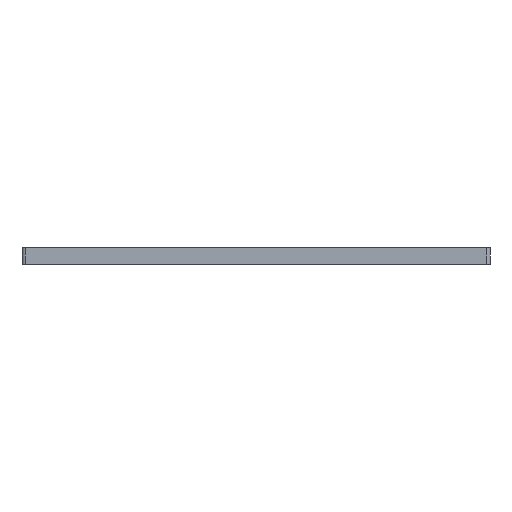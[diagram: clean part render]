
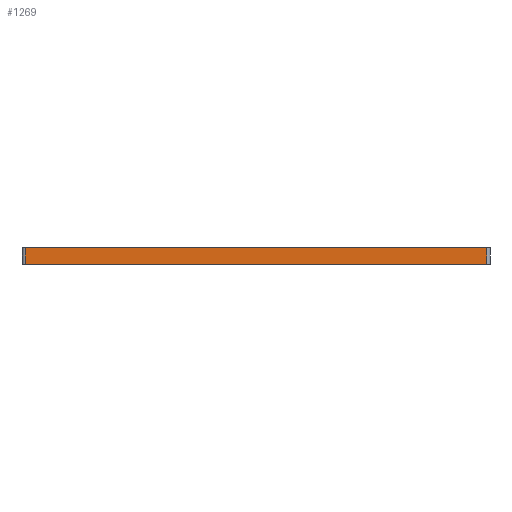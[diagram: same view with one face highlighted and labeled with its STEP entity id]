
A CAD part, front view. The second image highlights one B-rep face of the part: STEP entity #1269.
In plain terms, the highlighted planar face has unit normal (0, -1, 0).
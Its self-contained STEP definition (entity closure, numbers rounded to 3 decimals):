
#62=PLANE('',#1396);
#101=FACE_OUTER_BOUND('',#166,.T.);
#166=EDGE_LOOP('',(#932,#933,#934,#935));
#277=LINE('',#2048,#368);
#278=LINE('',#2052,#369);
#279=LINE('',#2054,#370);
#280=LINE('',#2055,#371);
#368=VECTOR('',#1655,1.);
#369=VECTOR('',#1660,1.);
#370=VECTOR('',#1661,1.);
#371=VECTOR('',#1662,1.);
#569=VERTEX_POINT('',#2045);
#570=VERTEX_POINT('',#2047);
#571=VERTEX_POINT('',#2051);
#572=VERTEX_POINT('',#2053);
#716=EDGE_CURVE('',#569,#570,#277,.T.);
#718=EDGE_CURVE('',#569,#571,#278,.T.);
#719=EDGE_CURVE('',#571,#572,#279,.T.);
#720=EDGE_CURVE('',#570,#572,#280,.T.);
#932=ORIENTED_EDGE('',*,*,#716,.F.);
#933=ORIENTED_EDGE('',*,*,#718,.T.);
#934=ORIENTED_EDGE('',*,*,#719,.T.);
#935=ORIENTED_EDGE('',*,*,#720,.F.);
#1269=ADVANCED_FACE('',(#101),#62,.F.);
#1396=AXIS2_PLACEMENT_3D('',#2050,#1658,#1659);
#1655=DIRECTION('',(0.,0.,-1.));
#1658=DIRECTION('center_axis',(0.,1.,0.));
#1659=DIRECTION('ref_axis',(-1.,0.,0.));
#1660=DIRECTION('',(-1.,0.,0.));
#1661=DIRECTION('',(0.,0.,-1.));
#1662=DIRECTION('',(-1.,0.,0.));
#2045=CARTESIAN_POINT('',(70.28,0.,0.));
#2047=CARTESIAN_POINT('',(70.28,0.,-2.5));
#2048=CARTESIAN_POINT('',(70.28,0.,0.));
#2050=CARTESIAN_POINT('Origin',(70.28,0.,0.));
#2051=CARTESIAN_POINT('',(0.5,0.,0.));
#2052=CARTESIAN_POINT('',(70.28,0.,0.));
#2053=CARTESIAN_POINT('',(0.5,0.,-2.5));
#2054=CARTESIAN_POINT('',(0.5,0.,0.));
#2055=CARTESIAN_POINT('',(70.28,0.,-2.5));
